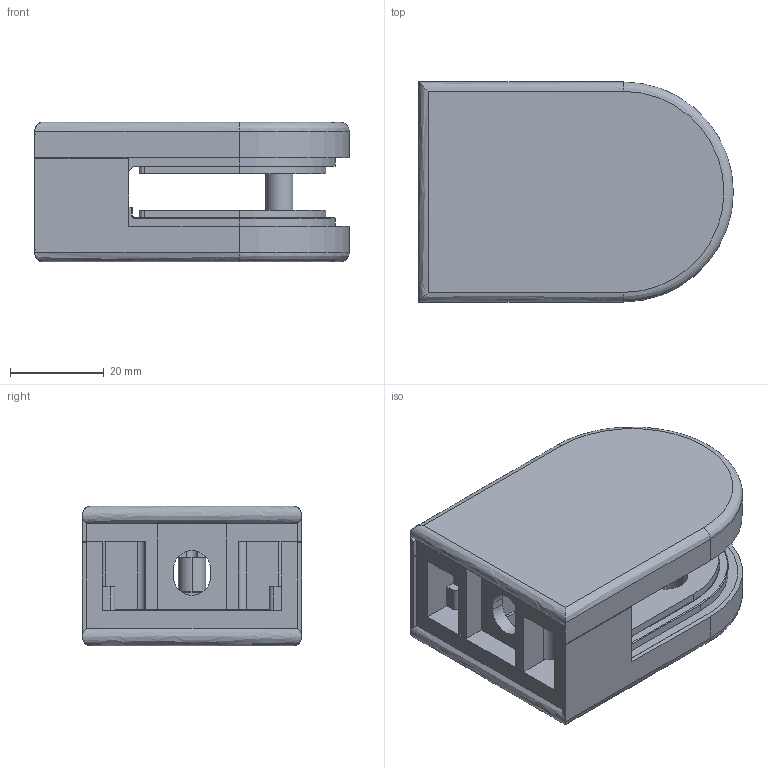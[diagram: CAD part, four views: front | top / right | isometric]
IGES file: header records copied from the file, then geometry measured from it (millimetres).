
Start section: IGES file generated from Kompas f.0 for Windows drawing by the IGES translator from Ascon Ltd., translator version IGESOUT-5.1.
Global section: file name: àðò. KRT402.igs; native system: Kompas( 32 bit ) for Windows; preprocessor: 1.0; author: Windows User; organization: unknown; date: -17860913:122904; units: millimetre
Bounding box: 67 x 46.8 x 29.8 mm (x, y, z)
Volume: 54830.7 mm3; surface area: 43452.8 mm2
Topology: 7 solids, 7 shells, 290 faces, 716 edges, 452 vertices
Faces by surface type: revolution 148, bspline 142
